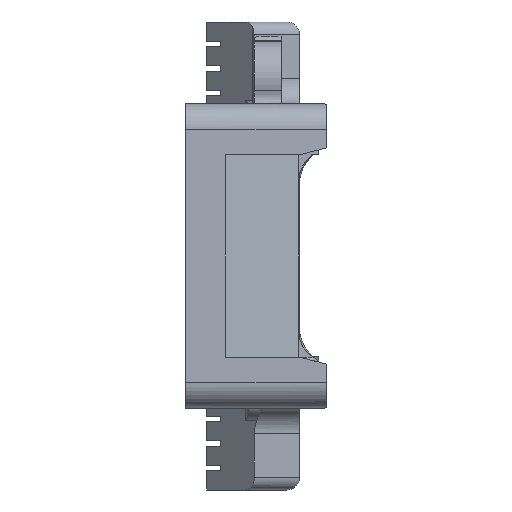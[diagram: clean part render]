
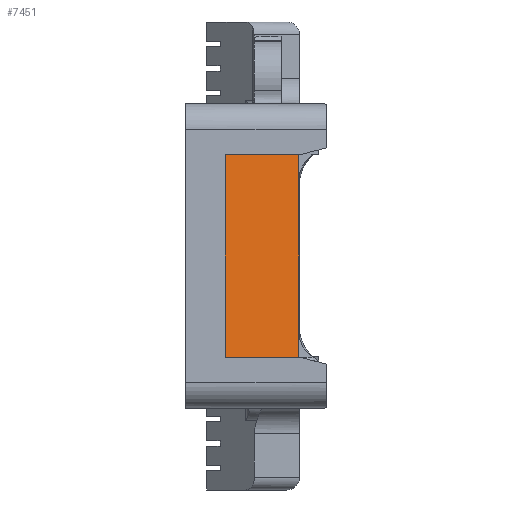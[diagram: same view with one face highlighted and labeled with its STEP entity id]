
A CAD part, left-side view. The second image highlights one B-rep face of the part: STEP entity #7451.
In plain terms, the highlighted planar face has unit normal (-0.819, -0.574, 0).
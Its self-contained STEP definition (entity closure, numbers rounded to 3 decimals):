
#155=PLANE('',#7919);
#868=LINE('',#12041,#1779);
#877=LINE('',#12071,#1788);
#920=LINE('',#12248,#1831);
#921=LINE('',#12250,#1832);
#1779=VECTOR('',#8877,10.);
#1788=VECTOR('',#8888,10.);
#1831=VECTOR('',#8995,10.);
#1832=VECTOR('',#8998,10.);
#2458=FACE_OUTER_BOUND('',#2839,.T.);
#2839=EDGE_LOOP('',(#5881,#5882,#5883,#5884));
#3598=VERTEX_POINT('',#12039);
#3599=VERTEX_POINT('',#12040);
#3607=VERTEX_POINT('',#12069);
#3646=VERTEX_POINT('',#12238);
#4432=EDGE_CURVE('',#3598,#3599,#868,.F.);
#4443=EDGE_CURVE('',#3607,#3599,#877,.T.);
#4506=EDGE_CURVE('',#3646,#3598,#920,.F.);
#4507=EDGE_CURVE('',#3646,#3607,#921,.T.);
#5881=ORIENTED_EDGE('',*,*,#4507,.F.);
#5882=ORIENTED_EDGE('',*,*,#4506,.T.);
#5883=ORIENTED_EDGE('',*,*,#4432,.T.);
#5884=ORIENTED_EDGE('',*,*,#4443,.F.);
#7451=ADVANCED_FACE('',(#2458),#155,.F.);
#7919=AXIS2_PLACEMENT_3D('',#12249,#8996,#8997);
#8877=DIRECTION('',(0.,0.,-1.));
#8888=DIRECTION('',(0.574,-0.819,0.));
#8995=DIRECTION('',(-0.574,0.819,0.));
#8996=DIRECTION('center_axis',(0.819,0.574,0.));
#8997=DIRECTION('ref_axis',(0.,0.,
1.));
#8998=DIRECTION('',(0.,0.,1.));
#12039=CARTESIAN_POINT('',(-23.427,47.321,-15.324));
#12040=CARTESIAN_POINT('',(-23.427,47.321,16.363));
#12041=CARTESIAN_POINT('',(-23.427,47.321,-7.402));
#12069=CARTESIAN_POINT('',(-31.457,58.789,16.363));
#12071=CARTESIAN_POINT('',(-31.457,58.789,16.363));
#12238=CARTESIAN_POINT('',(-31.457,58.789,-15.324));
#12248=CARTESIAN_POINT('',(-28.56,54.653,-15.324));
#12249=CARTESIAN_POINT('Origin',(-31.457,58.789,-15.324));
#12250=CARTESIAN_POINT('',(-31.457,58.789,-21.702));
